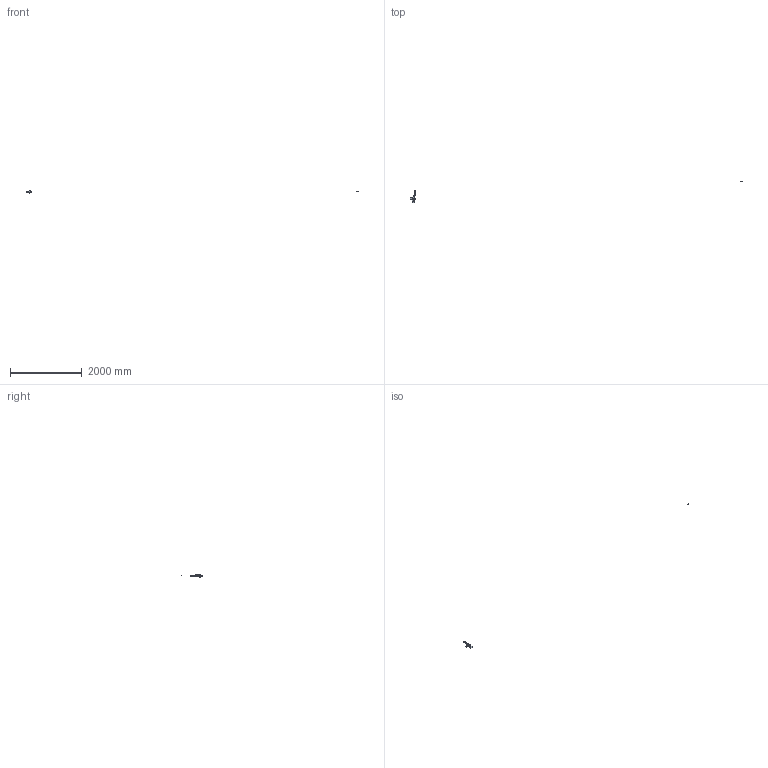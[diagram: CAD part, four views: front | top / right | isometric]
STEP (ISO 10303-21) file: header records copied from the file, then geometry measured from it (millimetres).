
FILE_DESCRIPTION (( 'STEP AP203' ), '1' );
FILE_NAME ('CH-72420.STEP', '2013-06-28T07:23:34', ( '微软用户' ), ( '微软中国' ), 'SwSTEP 2.0', 'SolidWorks 2011', '' );
FILE_SCHEMA (( 'CONFIG_CONTROL_DESIGN' ));
Products named in the file (12): CH-72420; 72425-11; CH-72420-01; CH-72420-02; 72425-10; 72425-09; M12; 72425-08; 72425-06; 72425-07; 72425-03; 72415-04
Assembly tree (18 placements, depth 2):
  CH-72420
    72425-08  x2
    72425-03  x2
    72425-06  x6
    CH-72420-02
    72425-07
    72425-10
    M12
    72415-04
    72425-11
    CH-72420-01
    72425-09
Bounding box: 9258.79 x 607.8 x 68.5 mm (x, y, z)
Volume: 467739 mm3; surface area: 164219 mm2
Topology: 41 solids, 41 shells, 4514 faces, 12590 edges, 8352 vertices
Faces by surface type: plane 2704, cylinder 1520, bspline 189, cone 101
Entity records: 89027 total; most frequent: CARTESIAN_POINT 29783, ORIENTED_EDGE 12486, DIRECTION 11539, EDGE_CURVE 6243, VERTEX_POINT 4132, LINE 4083, VECTOR 4083, AXIS2_PLACEMENT_3D 3728
